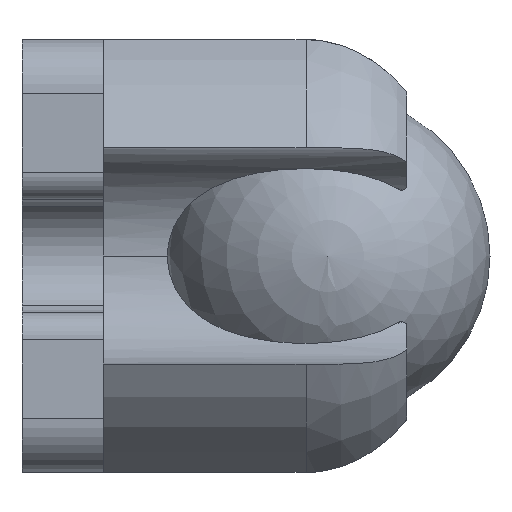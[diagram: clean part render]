
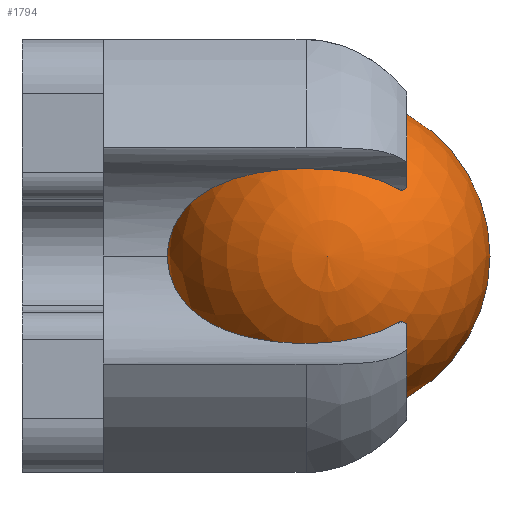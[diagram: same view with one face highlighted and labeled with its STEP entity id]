
A CAD part, left-side view. The second image highlights one B-rep face of the part: STEP entity #1794.
In plain terms, the highlighted spherical face has radius 6 mm.
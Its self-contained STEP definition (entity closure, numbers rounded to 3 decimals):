
#92 = DIRECTION ( 'NONE',  ( 0., 0., -1. ) ) ;
#889 = ORIENTED_EDGE ( 'NONE', *, *, #6222, .F. ) ;
#892 = ORIENTED_EDGE ( 'NONE', *, *, #4824, .T. ) ;
#1225 = DIRECTION ( 'NONE',  ( -1., 0., 0. ) ) ;
#1794 = ADVANCED_FACE ( 'NONE', ( #2841 ), #6909, .T. ) ;
#1874 = VERTEX_POINT ( 'NONE', #6967 ) ;
#2250 = AXIS2_PLACEMENT_3D ( 'NONE', #7028, #3586, #92 ) ;
#2272 = DIRECTION ( 'NONE',  ( -1., 0., 0. ) ) ;
#2577 = CIRCLE ( 'NONE', #5272, 6. ) ;
#2617 = VERTEX_POINT ( 'NONE', #4826 ) ;
#2841 = FACE_OUTER_BOUND ( 'NONE', #7180, .T. ) ;
#3586 = DIRECTION ( 'NONE',  ( 1., 0., 0. ) ) ;
#4706 = CARTESIAN_POINT ( 'NONE',  ( 0.971, 3.702, -1.569 ) ) ;
#4824 = EDGE_CURVE ( 'NONE', #2617, #1874, #2577, .T. ) ;
#4826 = CARTESIAN_POINT ( 'NONE',  ( 0.971, -2.298, -1.569 ) ) ;
#4901 = CIRCLE ( 'NONE', #2250, 6. ) ;
#5272 = AXIS2_PLACEMENT_3D ( 'NONE', #4706, #1225, #5294 ) ;
#5294 = DIRECTION ( 'NONE',  ( 0., 0., 1. ) ) ;
#5703 = CARTESIAN_POINT ( 'NONE',  ( 0.971, 3.702, -1.569 ) ) ;
#6162 = AXIS2_PLACEMENT_3D ( 'NONE', #5703, #2272, #6317 ) ;
#6222 = EDGE_CURVE ( 'NONE', #2617, #1874, #4901, .T. ) ;
#6317 = DIRECTION ( 'NONE',  ( 0., 0., -1. ) ) ;
#6909 = SPHERICAL_SURFACE ( 'NONE', #6162, 6. ) ;
#6967 = CARTESIAN_POINT ( 'NONE',  ( 0.971, 9.702, -1.569 ) ) ;
#7028 = CARTESIAN_POINT ( 'NONE',  ( 0.971, 3.702, -1.569 ) ) ;
#7180 = EDGE_LOOP ( 'NONE', ( #889, #892 ) ) ;
